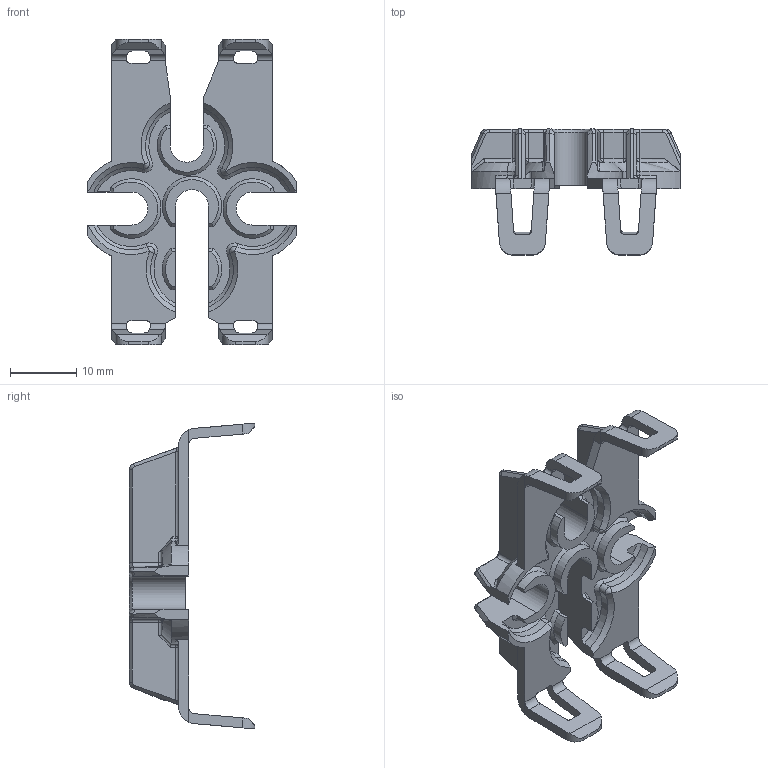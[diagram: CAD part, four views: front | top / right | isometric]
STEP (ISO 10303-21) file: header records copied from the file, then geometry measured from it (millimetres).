
FILE_DESCRIPTION((''),'2;1');
FILE_NAME('JD-TPA-MNI-ISO','2014-03-20T',('rrivas'),(''),'PRO/ENGINEER BY PARAMETRIC TECHNOLOGY CORPORATION, 2010100','PRO/ENGINEER BY PARAMETRIC TECHNOLOGY CORPORATION, 2010100','');
FILE_SCHEMA(('CONFIG_CONTROL_DESIGN'));
Length unit declared in the file: millimetre
Products named in the file (1): JD-TPA-MNI-ISO
Bounding box: 31.44 x 19 x 46.21 mm (x, y, z)
Volume: 3490.4 mm3; surface area: 4959.1 mm2
Topology: 1 solids, 1 shells, 543 faces, 1375 edges, 829 vertices
Faces by surface type: plane 203, cylinder 155, cone 95, bspline 41, sphere 28, torus 21
Entity records: 17842 total; most frequent: CARTESIAN_POINT 5318, ORIENTED_EDGE 2750, DIRECTION 2410, EDGE_CURVE 1375, AXIS2_PLACEMENT_3D 840, VERTEX_POINT 829, VECTOR 730, LINE 730
